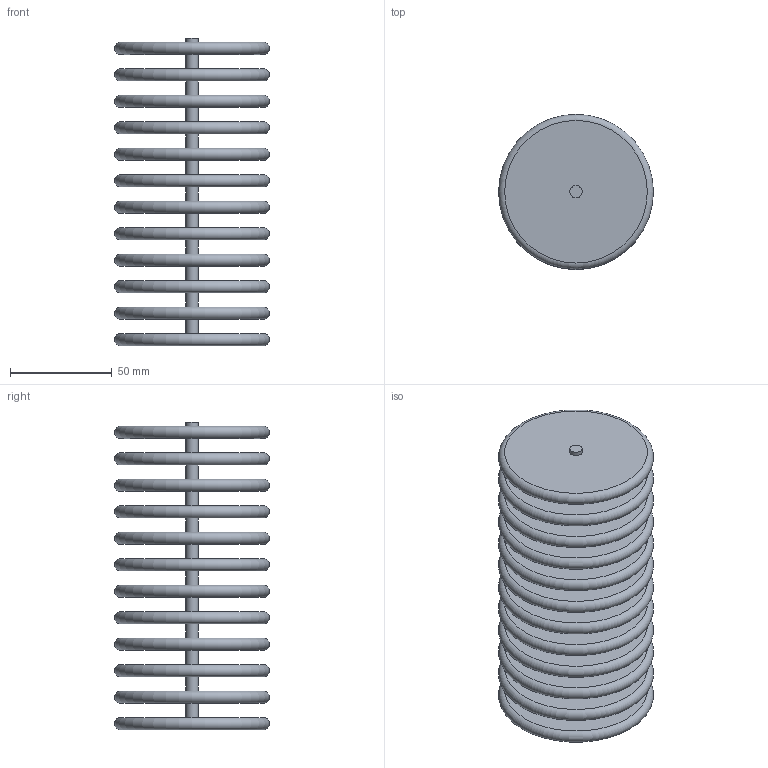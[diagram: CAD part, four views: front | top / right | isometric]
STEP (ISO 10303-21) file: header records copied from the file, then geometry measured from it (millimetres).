
FILE_DESCRIPTION(/* description */ (''),/* implementation_level */ '2;1');
FILE_NAME(/* name */ 'Negativo Uniaxial v1.step',/* time_stamp */ '2024-08-12T21:21:30-04:00',/* author */ (''),/* organization */ (''),/* preprocessor_version */ 'ST-DEVELOPER v20',/* originating_system */ 'Autodesk Translation Framework v13.14.0.145',/* authorisation */ '');
FILE_SCHEMA (('AUTOMOTIVE_DESIGN { 1 0 10303 214 3 1 1 }'));
Length unit declared in the file: millimetre
Products named in the file (1): Negativo Uniaxial
Bounding box: 76 x 76 x 151 mm (x, y, z)
Volume: 317986.4 mm3; surface area: 119458.5 mm2
Topology: 1 solids, 1 shells, 49 faces, 72 edges, 48 vertices
Faces by surface type: plane 25, torus 12, cylinder 12
Full cylindrical faces by diameter (mm): 6 x12
Entity records: 1139 total; most frequent: DIRECTION 232, CARTESIAN_POINT 170, ORIENTED_EDGE 144, AXIS2_PLACEMENT_3D 110, EDGE_LOOP 72, EDGE_CURVE 72, CIRCLE 60, FACE_OUTER_BOUND 49
